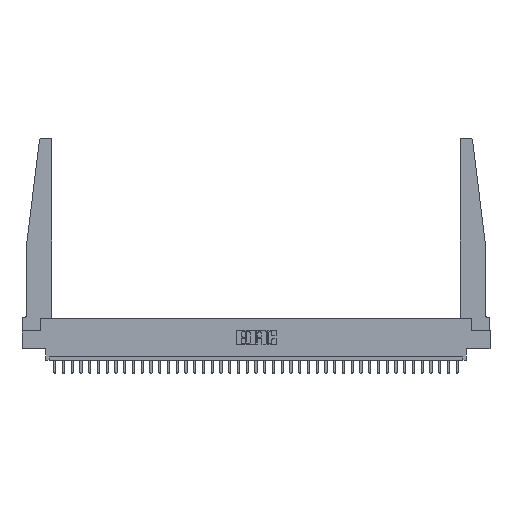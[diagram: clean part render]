
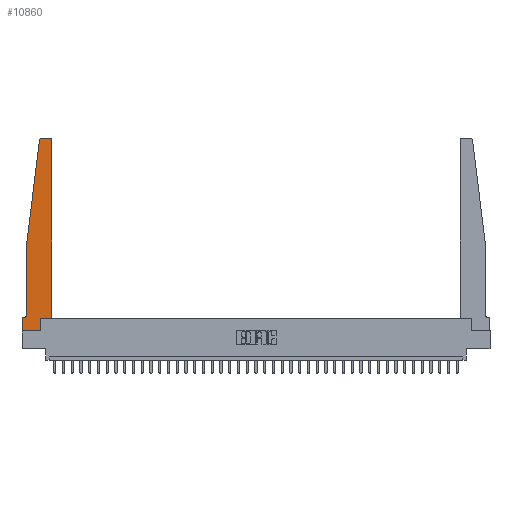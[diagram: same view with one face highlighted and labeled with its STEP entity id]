
A CAD part, top view. The second image highlights one B-rep face of the part: STEP entity #10860.
In plain terms, the highlighted planar face has unit normal (0, 0, 1).
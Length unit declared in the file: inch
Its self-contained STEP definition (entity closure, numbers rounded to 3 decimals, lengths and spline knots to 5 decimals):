
#260 = LINE ( 'NONE', #13136, #1518 ) ;
#1000 = LINE ( 'NONE', #31964, #8819 ) ;
#1518 = VECTOR ( 'NONE', #18309, 39.37008 ) ;
#1681 = ORIENTED_EDGE ( 'NONE', *, *, #33843, .T. ) ;
#2701 = EDGE_CURVE ( 'NONE', #20389, #25311, #1000, .T. ) ;
#2799 = ORIENTED_EDGE ( 'NONE', *, *, #18575, .T. ) ;
#3113 = EDGE_CURVE ( 'NONE', #20274, #9687, #13758, .T. ) ;
#5017 = DIRECTION ( 'NONE',  ( 0., 0., 1. ) ) ;
#5227 = VECTOR ( 'NONE', #27100, 39.37008 ) ;
#5268 = EDGE_LOOP ( 'NONE', ( #31903, #31602, #26941, #15217, #20472, #26295, #6058, #2799, #22557, #30768, #27683, #1681 ) ) ;
#5346 = CARTESIAN_POINT ( 'NONE',  ( 0., 0., 0.37 ) ) ;
#5432 = VECTOR ( 'NONE', #7721, 39.37008 ) ;
#6058 = ORIENTED_EDGE ( 'NONE', *, *, #8102, .T. ) ;
#6254 = VECTOR ( 'NONE', #27481, 39.37008 ) ;
#6635 = AXIS2_PLACEMENT_3D ( 'NONE', #28031, #8787, #13895 ) ;
#7365 = EDGE_CURVE ( 'NONE', #17147, #22882, #24671, .T. ) ;
#7580 = CARTESIAN_POINT ( 'NONE',  ( 0.27653, 2.75, 0.37 ) ) ;
#7721 = DIRECTION ( 'NONE',  ( 0., -1., 0. ) ) ;
#7814 = CARTESIAN_POINT ( 'NONE',  ( 0.425, 2.72, 0.37 ) ) ;
#8060 = VERTEX_POINT ( 'NONE', #18405 ) ;
#8102 = EDGE_CURVE ( 'NONE', #15096, #8060, #23249, .T. ) ;
#8231 = CARTESIAN_POINT ( 'NONE',  ( 0.015, 0.2375, 0.37 ) ) ;
#8394 = LINE ( 'NONE', #20774, #5432 ) ;
#8787 = DIRECTION ( 'NONE',  ( 0., 0., 1. ) ) ;
#8819 = VECTOR ( 'NONE', #27193, 39.37008 ) ;
#9271 = CARTESIAN_POINT ( 'NONE',  ( 0.2605, 0., 0.37 ) ) ;
#9519 = VECTOR ( 'NONE', #16101, 39.37008 ) ;
#9687 = VERTEX_POINT ( 'NONE', #13055 ) ;
#10534 = AXIS2_PLACEMENT_3D ( 'NONE', #8231, #24543, #16446 ) ;
#10860 = ADVANCED_FACE ( 'NONE', ( #28611 ), #27929, .T. ) ;
#11033 = CIRCLE ( 'NONE', #6635, 0.03 ) ;
#11988 = VECTOR ( 'NONE', #28169, 39.37008 ) ;
#12919 = LINE ( 'NONE', #31012, #6254 ) ;
#13044 = AXIS2_PLACEMENT_3D ( 'NONE', #22892, #15468, #33874 ) ;
#13055 = CARTESIAN_POINT ( 'NONE',  ( 0.015, 0.1875, 0.37 ) ) ;
#13136 = CARTESIAN_POINT ( 'NONE',  ( 0.2605, 0.18, 0.37 ) ) ;
#13399 = DIRECTION ( 'NONE',  ( 1., 0., 0. ) ) ;
#13600 = EDGE_CURVE ( 'NONE', #23153, #19100, #260, .T. ) ;
#13758 = CIRCLE ( 'NONE', #10534, 0.05 ) ;
#13895 = DIRECTION ( 'NONE',  ( 1., 0., 0. ) ) ;
#15096 = VERTEX_POINT ( 'NONE', #17605 ) ;
#15217 = ORIENTED_EDGE ( 'NONE', *, *, #19475, .T. ) ;
#15468 = DIRECTION ( 'NONE',  ( 0., 0., 1. ) ) ;
#16084 = VECTOR ( 'NONE', #26012, 39.37008 ) ;
#16101 = DIRECTION ( 'NONE',  ( -1., 0., 0. ) ) ;
#16446 = DIRECTION ( 'NONE',  ( -1., 0., 0. ) ) ;
#16997 = EDGE_CURVE ( 'NONE', #9687, #15096, #12919, .T. ) ;
#17147 = VERTEX_POINT ( 'NONE', #18947 ) ;
#17445 = LINE ( 'NONE', #27992, #11988 ) ;
#17589 = AXIS2_PLACEMENT_3D ( 'NONE', #21001, #5017, #13399 ) ;
#17605 = CARTESIAN_POINT ( 'NONE',  ( 0., 0.1875, 0.37 ) ) ;
#18309 = DIRECTION ( 'NONE',  ( 0., 1., 0. ) ) ;
#18405 = CARTESIAN_POINT ( 'NONE',  ( 0., 0., 0.37 ) ) ;
#18575 = EDGE_CURVE ( 'NONE', #8060, #23153, #30006, .T. ) ;
#18947 = CARTESIAN_POINT ( 'NONE',  ( 0.395, 2.75, 0.37 ) ) ;
#19100 = VERTEX_POINT ( 'NONE', #32470 ) ;
#19475 = EDGE_CURVE ( 'NONE', #25311, #20274, #8394, .T. ) ;
#20274 = VERTEX_POINT ( 'NONE', #25817 ) ;
#20389 = VERTEX_POINT ( 'NONE', #26472 ) ;
#20472 = ORIENTED_EDGE ( 'NONE', *, *, #3113, .T. ) ;
#20774 = CARTESIAN_POINT ( 'NONE',  ( 0.065, 1.25, 0.37 ) ) ;
#21001 = CARTESIAN_POINT ( 'NONE',  ( 0.27653, 2.72, 0.37 ) ) ;
#21274 = CARTESIAN_POINT ( 'NONE',  ( 0.25, 2.75, 0.37 ) ) ;
#22557 = ORIENTED_EDGE ( 'NONE', *, *, #13600, .T. ) ;
#22567 = CARTESIAN_POINT ( 'NONE',  ( 0.425, 0.18, 0.37 ) ) ;
#22882 = VERTEX_POINT ( 'NONE', #7580 ) ;
#22892 = CARTESIAN_POINT ( 'NONE',  ( 0., 0.1875, 0.37 ) ) ;
#23153 = VERTEX_POINT ( 'NONE', #9271 ) ;
#23249 = LINE ( 'NONE', #5346, #16084 ) ;
#23992 = CARTESIAN_POINT ( 'NONE',  ( 0., 0., 0.37 ) ) ;
#24061 = VECTOR ( 'NONE', #30992, 39.37008 ) ;
#24543 = DIRECTION ( 'NONE',  ( 0., 0., -1. ) ) ;
#24671 = LINE ( 'NONE', #21274, #9519 ) ;
#25311 = VERTEX_POINT ( 'NONE', #26053 ) ;
#25817 = CARTESIAN_POINT ( 'NONE',  ( 0.065, 0.2375, 0.37 ) ) ;
#26012 = DIRECTION ( 'NONE',  ( 0., -1., 0. ) ) ;
#26053 = CARTESIAN_POINT ( 'NONE',  ( 0.065, 1.25, 0.37 ) ) ;
#26295 = ORIENTED_EDGE ( 'NONE', *, *, #16997, .T. ) ;
#26472 = CARTESIAN_POINT ( 'NONE',  ( 0.24675, 2.72367, 0.37 ) ) ;
#26941 = ORIENTED_EDGE ( 'NONE', *, *, #2701, .T. ) ;
#27100 = DIRECTION ( 'NONE',  ( 1., 0., 0. ) ) ;
#27193 = DIRECTION ( 'NONE',  ( -0.122, -0.992, 0. ) ) ;
#27481 = DIRECTION ( 'NONE',  ( -1., 0., 0. ) ) ;
#27683 = ORIENTED_EDGE ( 'NONE', *, *, #31696, .T. ) ;
#27929 = PLANE ( 'NONE',  #13044 ) ;
#27992 = CARTESIAN_POINT ( 'NONE',  ( 0.425, 0.18, 0.37 ) ) ;
#28031 = CARTESIAN_POINT ( 'NONE',  ( 0.395, 2.72, 0.37 ) ) ;
#28169 = DIRECTION ( 'NONE',  ( 0., 1., 0. ) ) ;
#28611 = FACE_OUTER_BOUND ( 'NONE', #5268, .T. ) ;
#28853 = EDGE_CURVE ( 'NONE', #19100, #31665, #30645, .T. ) ;
#30006 = LINE ( 'NONE', #23992, #5227 ) ;
#30645 = LINE ( 'NONE', #22567, #24061 ) ;
#30768 = ORIENTED_EDGE ( 'NONE', *, *, #28853, .T. ) ;
#30992 = DIRECTION ( 'NONE',  ( 1., 0., 0. ) ) ;
#31012 = CARTESIAN_POINT ( 'NONE',  ( 0.065, 0.1875, 0.37 ) ) ;
#31602 = ORIENTED_EDGE ( 'NONE', *, *, #33734, .T. ) ;
#31665 = VERTEX_POINT ( 'NONE', #33085 ) ;
#31696 = EDGE_CURVE ( 'NONE', #31665, #33295, #17445, .T. ) ;
#31903 = ORIENTED_EDGE ( 'NONE', *, *, #7365, .T. ) ;
#31964 = CARTESIAN_POINT ( 'NONE',  ( 0.065, 1.25, 0.37 ) ) ;
#32470 = CARTESIAN_POINT ( 'NONE',  ( 0.2605, 0.18, 0.37 ) ) ;
#33085 = CARTESIAN_POINT ( 'NONE',  ( 0.425, 0.18, 0.37 ) ) ;
#33295 = VERTEX_POINT ( 'NONE', #7814 ) ;
#33509 = CIRCLE ( 'NONE', #17589, 0.03 ) ;
#33734 = EDGE_CURVE ( 'NONE', #22882, #20389, #33509, .T. ) ;
#33843 = EDGE_CURVE ( 'NONE', #33295, #17147, #11033, .T. ) ;
#33874 = DIRECTION ( 'NONE',  ( 1., 0., 0. ) ) ;
